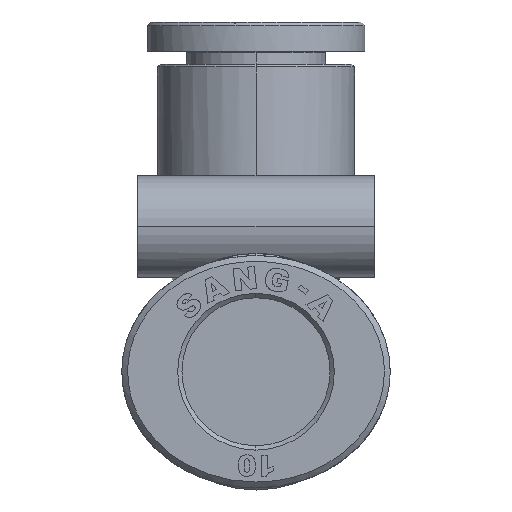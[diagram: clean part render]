
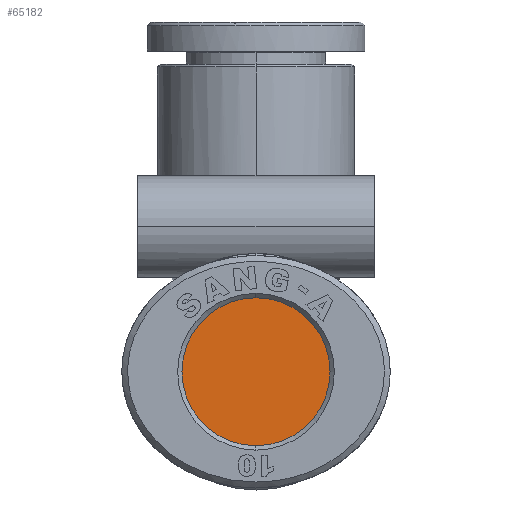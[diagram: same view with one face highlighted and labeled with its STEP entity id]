
A CAD part, left-side view. The second image highlights one B-rep face of the part: STEP entity #65182.
In plain terms, the highlighted face is planar.
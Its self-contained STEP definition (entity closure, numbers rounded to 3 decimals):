
#1201=CARTESIAN_POINT('',(-3.633,0.,-5.1));
#1202=VERTEX_POINT('',#1201);
#1218=CARTESIAN_POINT('',(-3.633,0.,5.1));
#1219=VERTEX_POINT('',#1218);
#1226=CARTESIAN_POINT('',(-3.633,0.,0.0));
#1227=DIRECTION('',(-1.0,0.0,0.0));
#1228=DIRECTION('',(0.0,0.0,-1.0));
#1229=AXIS2_PLACEMENT_3D('',#1226,#1227,#1228);
#1230=CIRCLE('',#1229,5.1);
#1231=EDGE_CURVE('',#1219,#1202,#1230,.T.);
#65161=CARTESIAN_POINT('',(-3.633,0.,0.0));
#65162=DIRECTION('',(-1.0,0.0,0.0));
#65163=DIRECTION('',(0.0,0.0,-1.0));
#65164=AXIS2_PLACEMENT_3D('',#65161,#65162,#65163);
#65165=CIRCLE('',#65164,5.1);
#65166=EDGE_CURVE('',#1202,#1219,#65165,.T.);
#65173=CARTESIAN_POINT('',(-3.633,0.,0.0));
#65174=DIRECTION('',(-1.0,0.0,0.0));
#65175=DIRECTION('',(0.0,0.0,-1.0));
#65176=AXIS2_PLACEMENT_3D('',#65173,#65174,#65175);
#65177=PLANE('',#65176);
#65178=ORIENTED_EDGE('',*,*,#65166,.F.);
#65179=ORIENTED_EDGE('',*,*,#1231,.F.);
#65180=EDGE_LOOP('',(#65178,#65179));
#65181=FACE_OUTER_BOUND('',#65180,.T.);
#65182=ADVANCED_FACE('',(#65181),#65177,.F.);
